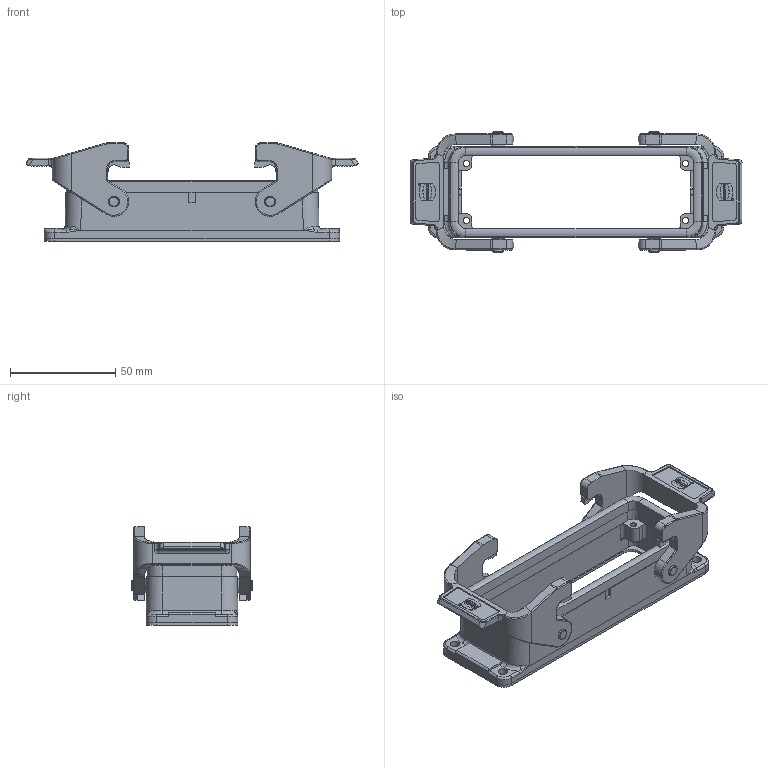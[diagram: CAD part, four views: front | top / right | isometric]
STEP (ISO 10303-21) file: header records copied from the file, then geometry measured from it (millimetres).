
FILE_DESCRIPTION(/* description */ (''),/* implementation_level */ '2;1');
FILE_NAME(/* name */ '100102486ugm000_e.stp',/* time_stamp */ '2017-11-03T16:26:53+01:00',/* author */ (''),/* organization */ (''),/* preprocessor_version */ 'ST-DEVELOPER v16',/* originating_system */ 'SIEMENS PLM Software NX 10.0',/* authorisation */ '');
FILE_SCHEMA (('AUTOMOTIVE_DESIGN { 1 0 10303 214 3 1 1 1 }'));
Length unit declared in the file: millimetre
Products named in the file (1): 100102486ugm000_e
Bounding box: 157.4 x 57.2 x 46.9 mm (x, y, z)
Volume: 59278.1 mm3; surface area: 37871.9 mm2
Topology: 3 solids, 3 shells, 849 faces, 2721 edges, 2404 vertices
Faces by surface type: plane 469, cylinder 216, bspline 112, cone 34, torus 16, sphere 2
Full cylindrical faces by diameter (mm): 3 x4, 4.5 x4, 4.8 x4, 5.1 x4
Entity records: 37296 total; most frequent: CARTESIAN_POINT 9939, ORIENTED_EDGE 4296, DIRECTION 4149, EDGE_CURVE 2148, LINE 1493, VECTOR 1493, VERTEX_POINT 1373, AXIS2_PLACEMENT_3D 1328
